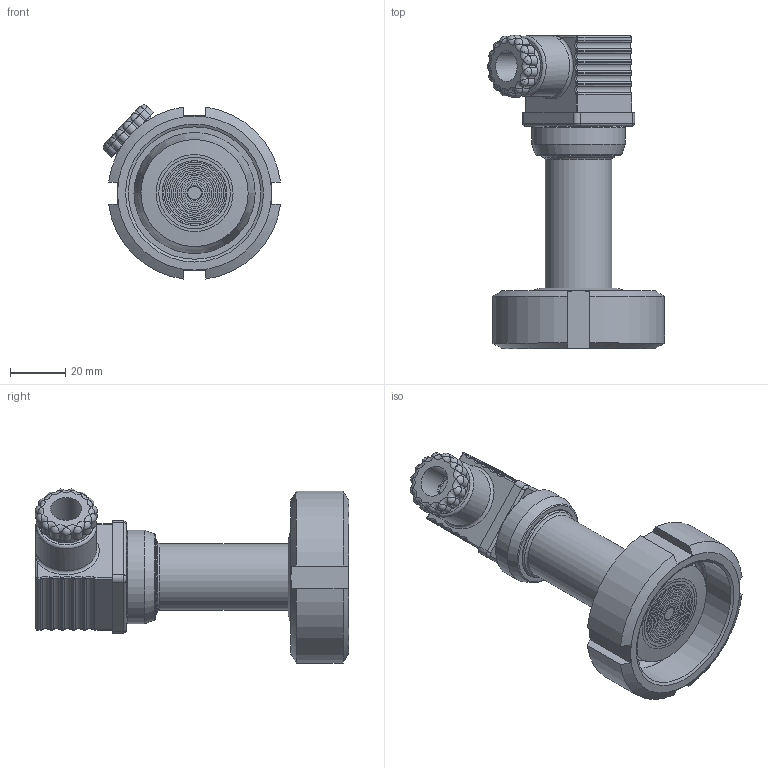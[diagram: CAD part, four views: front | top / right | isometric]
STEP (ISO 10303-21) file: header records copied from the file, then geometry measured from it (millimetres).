
FILE_DESCRIPTION(/* description */ (''),/* implementation_level */ '2;1');
FILE_NAME(/* name */ 'DMU02_Vario_MR_32915-32932.stp',/* time_stamp */ '2018-02-09T10:34:02+01:00',/* author */ ('acgl'),/* organization */ (''),/* preprocessor_version */ 'ST-DEVELOPER v15.6',/* originating_system */ 'Autodesk Inventor 2015',/* authorisation */ '');
FILE_SCHEMA (('AUTOMOTIVE_DESIGN { 1 0 10303 214 3 1 1 }'));
Length unit declared in the file: centimetre
Products named in the file (1): DMU02_Vario_MR_32915-32932
Bounding box: 64.35 x 113.85 x 63.25 mm (x, y, z)
Volume: 105977.3 mm3; surface area: 25690.6 mm2
Topology: 1 solids, 1 shells, 515 faces, 1268 edges, 758 vertices
Faces by surface type: cylinder 160, torus 109, plane 102, bspline 69, sphere 52, cone 23
Full cylindrical faces by diameter (mm): 5.8 x1, 6.5 x1, 6.6 x1, 7 x1, 11.3 x1, 18 x1, 21.9 x1, 24.2 x1, 26 x1, 27 x1, 34 x1, 48.1 x1
Entity records: 17075 total; most frequent: CARTESIAN_POINT 4997, DIRECTION 2479, ORIENTED_EDGE 2380, EDGE_CURVE 1190, AXIS2_PLACEMENT_3D 1092, VERTEX_POINT 739, CIRCLE 645, EDGE_LOOP 577
